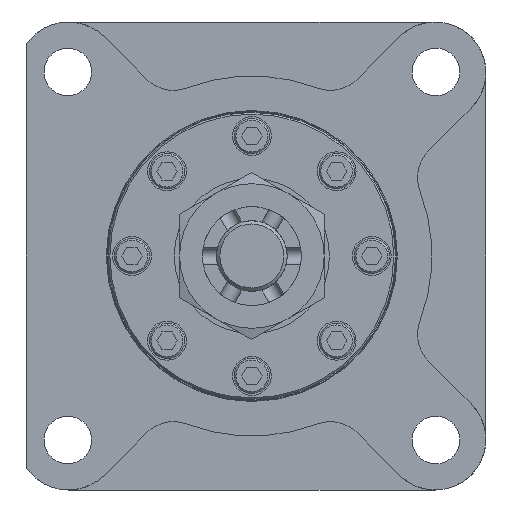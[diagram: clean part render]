
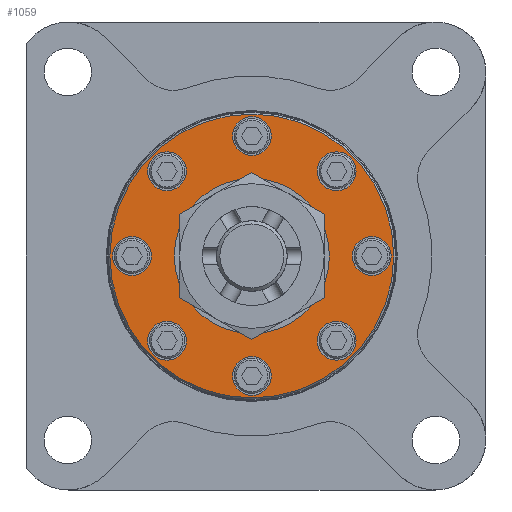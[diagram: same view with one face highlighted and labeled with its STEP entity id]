
A CAD part, left-side view. The second image highlights one B-rep face of the part: STEP entity #1059.
In plain terms, the highlighted planar face has unit normal (-1, 0, 0).
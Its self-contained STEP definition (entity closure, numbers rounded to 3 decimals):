
#1059 = ADVANCED_FACE( '', ( #2266, #2267, #2268, #2269, #2270, #2271, #2272, #2273, #2274, #2275 ), #2276, .F. );
#2266 = FACE_OUTER_BOUND( '', #3539, .T. );
#2267 = FACE_BOUND( '', #3540, .T. );
#2268 = FACE_BOUND( '', #3541, .T. );
#2269 = FACE_BOUND( '', #3542, .T. );
#2270 = FACE_BOUND( '', #3543, .T. );
#2271 = FACE_BOUND( '', #3544, .T. );
#2272 = FACE_BOUND( '', #3545, .T. );
#2273 = FACE_BOUND( '', #3546, .T. );
#2274 = FACE_BOUND( '', #3547, .T. );
#2275 = FACE_BOUND( '', #3548, .T. );
#2276 = PLANE( '', #3549 );
#3539 = EDGE_LOOP( '', ( #6157 ) );
#3540 = EDGE_LOOP( '', ( #6158 ) );
#3541 = EDGE_LOOP( '', ( #6159 ) );
#3542 = EDGE_LOOP( '', ( #6160 ) );
#3543 = EDGE_LOOP( '', ( #6161 ) );
#3544 = EDGE_LOOP( '', ( #6162 ) );
#3545 = EDGE_LOOP( '', ( #6163 ) );
#3546 = EDGE_LOOP( '', ( #6164 ) );
#3547 = EDGE_LOOP( '', ( #6165 ) );
#3548 = EDGE_LOOP( '', ( #6166 ) );
#3549 = AXIS2_PLACEMENT_3D( '', #6167, #6168, #6169 );
#6157 = ORIENTED_EDGE( '', *, *, #7593, .F. );
#6158 = ORIENTED_EDGE( '', *, *, #7657, .F. );
#6159 = ORIENTED_EDGE( '', *, *, #7705, .T. );
#6160 = ORIENTED_EDGE( '', *, *, #7402, .T. );
#6161 = ORIENTED_EDGE( '', *, *, #6929, .T. );
#6162 = ORIENTED_EDGE( '', *, *, #6808, .T. );
#6163 = ORIENTED_EDGE( '', *, *, #6801, .T. );
#6164 = ORIENTED_EDGE( '', *, *, #6913, .T. );
#6165 = ORIENTED_EDGE( '', *, *, #6751, .T. );
#6166 = ORIENTED_EDGE( '', *, *, #7619, .T. );
#6167 = CARTESIAN_POINT( '', ( 0., 0., 0. ) );
#6168 = DIRECTION( '', ( 1., 0., 0. ) );
#6169 = DIRECTION( '', ( 0., 0., -1. ) );
#6751 = EDGE_CURVE( '', #7890, #7890, #7891, .T. );
#6801 = EDGE_CURVE( '', #7977, #7977, #7978, .T. );
#6808 = EDGE_CURVE( '', #7989, #7989, #7990, .T. );
#6913 = EDGE_CURVE( '', #8171, #8171, #8172, .T. );
#6929 = EDGE_CURVE( '', #8198, #8198, #8199, .T. );
#7402 = EDGE_CURVE( '', #8928, #8928, #8929, .T. );
#7593 = EDGE_CURVE( '', #9176, #9176, #9177, .T. );
#7619 = EDGE_CURVE( '', #9209, #9209, #9210, .T. );
#7657 = EDGE_CURVE( '', #9253, #9253, #9254, .F. );
#7705 = EDGE_CURVE( '', #9308, #9308, #9309, .T. );
#7890 = VERTEX_POINT( '', #9554 );
#7891 = CIRCLE( '', #9555, 5.5 );
#7977 = VERTEX_POINT( '', #9692 );
#7978 = CIRCLE( '', #9693, 5.5 );
#7989 = VERTEX_POINT( '', #9714 );
#7990 = CIRCLE( '', #9715, 5.5 );
#8171 = VERTEX_POINT( '', #10030 );
#8172 = CIRCLE( '', #10031, 5.5 );
#8198 = VERTEX_POINT( '', #10068 );
#8199 = CIRCLE( '', #10069, 5.5 );
#8928 = VERTEX_POINT( '', #11310 );
#8929 = CIRCLE( '', #11311, 5.5 );
#9176 = VERTEX_POINT( '', #12021 );
#9177 = CIRCLE( '', #12022, 40.25 );
#9209 = VERTEX_POINT( '', #12070 );
#9210 = CIRCLE( '', #12071, 5.5 );
#9253 = VERTEX_POINT( '', #12199 );
#9254 = CIRCLE( '', #12200, 5.5 );
#9308 = VERTEX_POINT( '', #12278 );
#9309 = CIRCLE( '', #12279, 17.5 );
#9554 = CARTESIAN_POINT( '', ( 0., 24.042, -29.542 ) );
#9555 = AXIS2_PLACEMENT_3D( '', #12505, #12506, #12507 );
#9692 = CARTESIAN_POINT( '', ( 0., -24.042, -29.542 ) );
#9693 = AXIS2_PLACEMENT_3D( '', #12555, #12556, #12557 );
#9714 = CARTESIAN_POINT( '', ( 0., -34., -5.5 ) );
#9715 = AXIS2_PLACEMENT_3D( '', #12564, #12565, #12566 );
#10030 = CARTESIAN_POINT( '', ( 0., 0., -39.5 ) );
#10031 = AXIS2_PLACEMENT_3D( '', #12671, #12672, #12673 );
#10068 = CARTESIAN_POINT( '', ( 0., -24.042, 18.542 ) );
#10069 = AXIS2_PLACEMENT_3D( '', #12692, #12693, #12694 );
#11310 = CARTESIAN_POINT( '', ( 0., 0., 28.5 ) );
#11311 = AXIS2_PLACEMENT_3D( '', #13199, #13200, #13201 );
#12021 = CARTESIAN_POINT( '', ( 0., 0., -40.25 ) );
#12022 = AXIS2_PLACEMENT_3D( '', #13358, #13359, #13360 );
#12070 = CARTESIAN_POINT( '', ( 0., 24.042, 18.542 ) );
#12071 = AXIS2_PLACEMENT_3D( '', #13385, #13386, #13387 );
#12199 = CARTESIAN_POINT( '', ( 0., 34., -5.5 ) );
#12200 = AXIS2_PLACEMENT_3D( '', #13419, #13420, #13421 );
#12278 = CARTESIAN_POINT( '', ( 0., 0., -17.5 ) );
#12279 = AXIS2_PLACEMENT_3D( '', #13455, #13456, #13457 );
#12505 = CARTESIAN_POINT( '', ( 0., 24.042, -24.042 ) );
#12506 = DIRECTION( '', ( 1., 0., 0. ) );
#12507 = DIRECTION( '', ( 0., 0., -1. ) );
#12555 = CARTESIAN_POINT( '', ( 0., -24.042, -24.042 ) );
#12556 = DIRECTION( '', ( 1., 0., 0. ) );
#12557 = DIRECTION( '', ( 0., 0., -1. ) );
#12564 = CARTESIAN_POINT( '', ( 0., -34., 0. ) );
#12565 = DIRECTION( '', ( 1., 0., 0. ) );
#12566 = DIRECTION( '', ( 0., 0., -1. ) );
#12671 = CARTESIAN_POINT( '', ( 0., 0., -34. ) );
#12672 = DIRECTION( '', ( 1., 0., 0. ) );
#12673 = DIRECTION( '', ( 0., 0., -1. ) );
#12692 = CARTESIAN_POINT( '', ( 0., -24.042, 24.042 ) );
#12693 = DIRECTION( '', ( 1., 0., 0. ) );
#12694 = DIRECTION( '', ( 0., 0., -1. ) );
#13199 = CARTESIAN_POINT( '', ( 0., 0., 34. ) );
#13200 = DIRECTION( '', ( 1., 0., 0. ) );
#13201 = DIRECTION( '', ( 0., 0., -1. ) );
#13358 = CARTESIAN_POINT( '', ( 0., 0., 0. ) );
#13359 = DIRECTION( '', ( 1., 0., 0. ) );
#13360 = DIRECTION( '', ( 0., 0., -1. ) );
#13385 = CARTESIAN_POINT( '', ( 0., 24.042, 24.042 ) );
#13386 = DIRECTION( '', ( 1., 0., 0. ) );
#13387 = DIRECTION( '', ( 0., 0., -1. ) );
#13419 = CARTESIAN_POINT( '', ( 0., 34., 0. ) );
#13420 = DIRECTION( '', ( 1., 0., 0. ) );
#13421 = DIRECTION( '', ( 0., 0., -1. ) );
#13455 = CARTESIAN_POINT( '', ( 0., 0., 0. ) );
#13456 = DIRECTION( '', ( 1., 0., 0. ) );
#13457 = DIRECTION( '', ( 0., 0., -1. ) );
